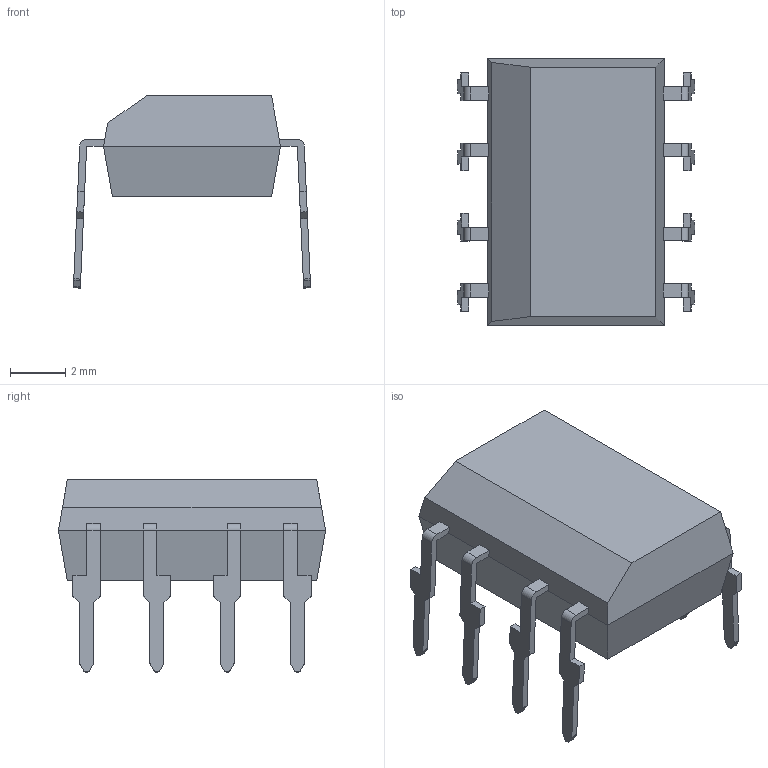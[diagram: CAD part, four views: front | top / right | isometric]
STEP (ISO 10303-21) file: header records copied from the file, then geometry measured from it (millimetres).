
FILE_DESCRIPTION(('STEP AP214'),'1');
FILE_NAME('DIP8.stp','2019-01-21T22:38:36',(' '),(' '),'Spatial InterOp 3D',' ',' ');
FILE_SCHEMA(('AUTOMOTIVE_DESIGN { 1 0 10303 214 1 1 1 1 }'));
Length unit declared in the file: metre
Products named in the file (10): DIP8; Component1; Component2; Component3; Component4; Component5; Component6; Component7; Component8; Component9
Assembly tree (9 placements, depth 2):
  DIP8
    Component1
    Component2
    Component3
    Component4
    Component5
    Component6
    Component7
    Component8
    Component9
Bounding box: 8.57 x 9.66 x 6.95 mm (x, y, z)
Volume: 208.5 mm3; surface area: 292.8 mm2
Topology: 9 solids, 9 shells, 179 faces, 479 edges, 318 vertices
Faces by surface type: plane 139, cylinder 40
Entity records: 7258 total; most frequent: CARTESIAN_POINT 986, ORIENTED_EDGE 958, DIRECTION 937, EDGE_CURVE 479, LINE 399, VECTOR 399, VERTEX_POINT 318, AXIS2_PLACEMENT_3D 269
